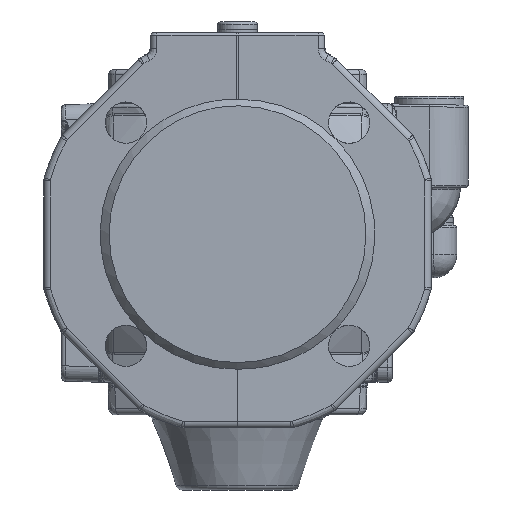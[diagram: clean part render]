
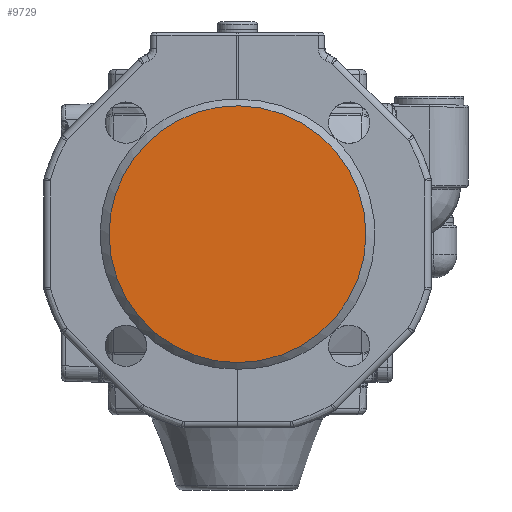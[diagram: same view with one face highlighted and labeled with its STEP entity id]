
A CAD part, left-side view. The second image highlights one B-rep face of the part: STEP entity #9729.
In plain terms, the highlighted planar face has unit normal (-1, 0, 0).
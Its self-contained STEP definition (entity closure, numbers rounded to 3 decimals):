
#9729=ADVANCED_FACE('',(#13374),#12390,.T.);
#12390=PLANE('',#42504);
#13374=FACE_OUTER_BOUND('',#15524,.T.);
#15524=EDGE_LOOP('',(#19440));
#19440=ORIENTED_EDGE('',*,*,#34903,.F.);
#31048=VERTEX_POINT('',#60763);
#34903=EDGE_CURVE('',#31048,#31048,#40183,.T.);
#40183=CIRCLE('',#42503,59.);
#42503=AXIS2_PLACEMENT_3D('',#60762,#47899,#47900);
#42504=AXIS2_PLACEMENT_3D('',#60764,#47901,#47902);
#47899=DIRECTION('',(1.,0.,0.));
#47900=DIRECTION('',(0.,1.,0.));
#47901=DIRECTION('',(-1.,0.,0.));
#47902=DIRECTION('',(0.,1.,0.));
#60762=CARTESIAN_POINT('',(-145.,-1.,-1.));
#60763=CARTESIAN_POINT('',(-145.,58.,-1.));
#60764=CARTESIAN_POINT('',(-145.,-1.,-1.));
